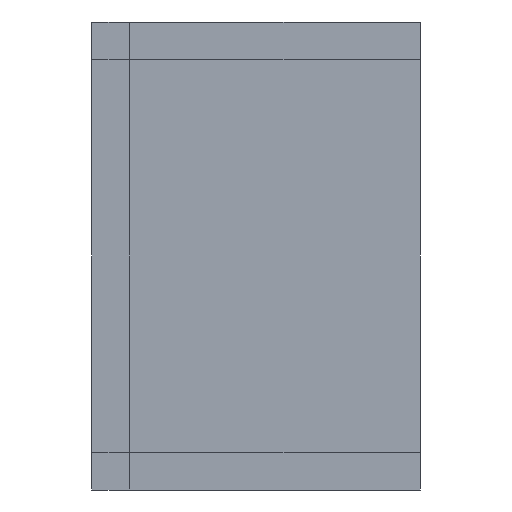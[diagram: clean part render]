
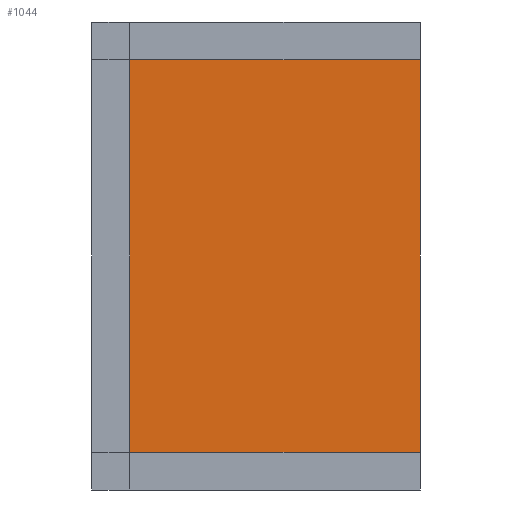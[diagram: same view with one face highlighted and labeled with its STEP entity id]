
A CAD part, left-side view. The second image highlights one B-rep face of the part: STEP entity #1044.
In plain terms, the highlighted planar face has unit normal (-1, 0, 0).
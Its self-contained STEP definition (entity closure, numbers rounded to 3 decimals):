
#92=FACE_OUTER_BOUND('',#162,.T.);
#162=EDGE_LOOP('',(#797,#798,#799,#800));
#245=LINE('',#1555,#367);
#248=LINE('',#1560,#370);
#274=LINE('',#1625,#396);
#275=LINE('',#1626,#397);
#367=VECTOR('',#1251,1.);
#370=VECTOR('',#1256,1.);
#396=VECTOR('',#1326,1.);
#397=VECTOR('',#1327,1.);
#467=VERTEX_POINT('',#1506);
#485=VERTEX_POINT('',#1554);
#486=VERTEX_POINT('',#1558);
#503=VERTEX_POINT('',#1624);
#574=EDGE_CURVE('',#467,#485,#245,.T.);
#577=EDGE_CURVE('',#486,#467,#248,.T.);
#609=EDGE_CURVE('',#486,#503,#274,.T.);
#610=EDGE_CURVE('',#485,#503,#275,.T.);
#797=ORIENTED_EDGE('',*,*,#577,.F.);
#798=ORIENTED_EDGE('',*,*,#609,.T.);
#799=ORIENTED_EDGE('',*,*,#610,.F.);
#800=ORIENTED_EDGE('',*,*,#574,.F.);
#985=PLANE('',#1139);
#1044=ADVANCED_FACE('',(#92),#985,.T.);
#1139=AXIS2_PLACEMENT_3D('',#1623,#1324,#1325);
#1251=DIRECTION('',(0.,0.,1.));
#1256=DIRECTION('',(0.,1.,0.));
#1324=DIRECTION('center_axis',(-1.,0.,0.));
#1325=DIRECTION('ref_axis',(0.,1.,0.));
#1326=DIRECTION('',(0.,0.,1.));
#1327=DIRECTION('',(0.,-1.,0.));
#1506=CARTESIAN_POINT('',(-32.5,13.,3.));
#1554=CARTESIAN_POINT('',(-32.5,13.,34.));
#1555=CARTESIAN_POINT('',(-32.5,13.,0.));
#1558=CARTESIAN_POINT('',(-32.5,-10.,3.));
#1560=CARTESIAN_POINT('',(-32.5,-10.,3.));
#1623=CARTESIAN_POINT('Origin',(-32.5,-10.,0.));
#1624=CARTESIAN_POINT('',(-32.5,-10.,34.));
#1625=CARTESIAN_POINT('',(-32.5,-10.,0.));
#1626=CARTESIAN_POINT('',(-32.5,16.,34.));
